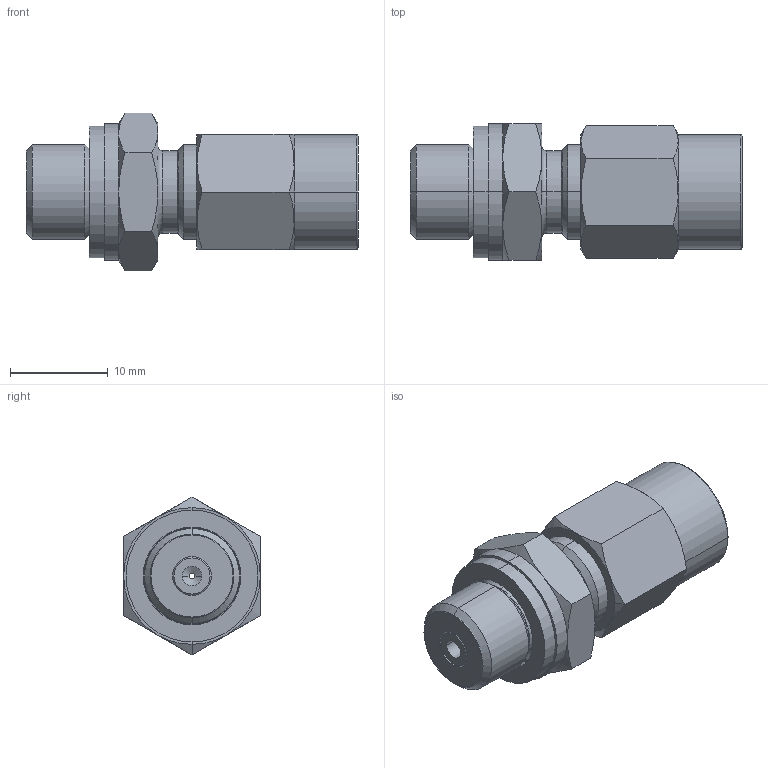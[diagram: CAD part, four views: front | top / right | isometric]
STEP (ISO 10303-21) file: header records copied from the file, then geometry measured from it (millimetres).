
FILE_DESCRIPTION((''),'2;1');
FILE_NAME('003H6931_ASM','2015-04-10T',('u317927'),('Danfoss'),'PRO/ENGINEER BY PARAMETRIC TECHNOLOGY CORPORATION, 2014000','PRO/ENGINEER BY PARAMETRIC TECHNOLOGY CORPORATION, 2014000','');
FILE_SCHEMA(('CONFIG_CONTROL_DESIGN'));
Length unit declared in the file: millimetre
Products named in the file (5): 5184013; 5454032; 8881380; 5191729; 003H6931_ASM
Assembly tree (4 placements, depth 2):
  003H6931_ASM
    5184013
    5454032
    8881380
    5191729
Bounding box: 34 x 14 x 16.17 mm (x, y, z)
Volume: 3024.3 mm3; surface area: 3577.9 mm2
Topology: 4 solids, 7 shells, 107 faces, 235 edges, 138 vertices
Faces by surface type: cone 43, cylinder 36, plane 22, torus 6
Entity records: 3251 total; most frequent: CARTESIAN_POINT 739, DIRECTION 553, ORIENTED_EDGE 458, EDGE_CURVE 235, AXIS2_PLACEMENT_3D 234, VERTEX_POINT 138, EDGE_LOOP 117, CIRCLE 114
